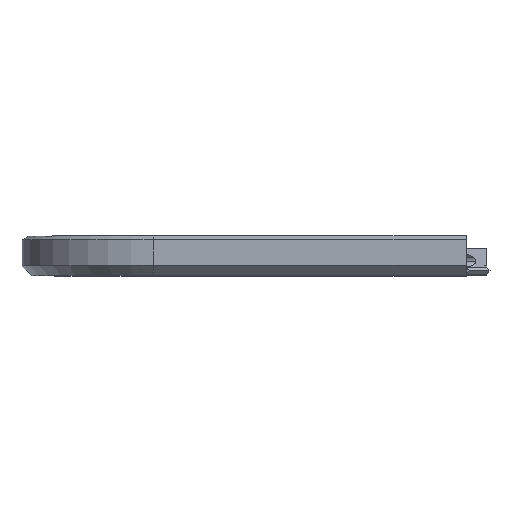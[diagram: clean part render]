
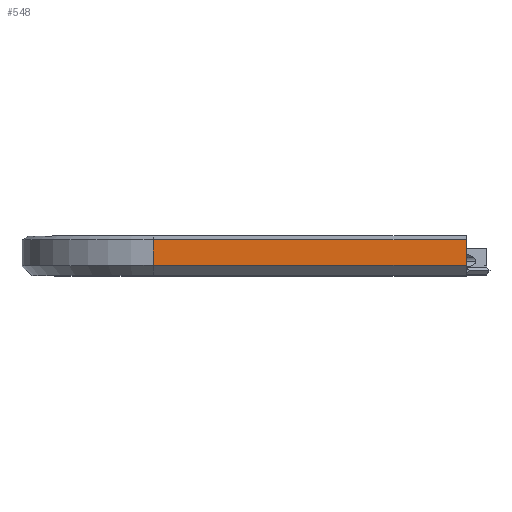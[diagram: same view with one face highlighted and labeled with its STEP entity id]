
A CAD part, top view. The second image highlights one B-rep face of the part: STEP entity #548.
In plain terms, the highlighted planar face has unit normal (0, 0, 1).
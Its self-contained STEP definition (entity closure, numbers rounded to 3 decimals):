
#140 = VECTOR ( 'NONE', #8757, 1000. ) ;
#395 = CARTESIAN_POINT ( 'NONE',  ( 152.5, 3., 0. ) ) ;
#548 = ADVANCED_FACE ( 'NONE', ( #26209 ), #23595, .F. ) ;
#1872 = LINE ( 'NONE', #10804, #24927 ) ;
#2131 = CARTESIAN_POINT ( 'NONE',  ( 135.25, 0., 0. ) ) ;
#2474 = DIRECTION ( 'NONE',  ( -1., 0., 0. ) ) ;
#2701 = DIRECTION ( 'NONE',  ( 0., -1., 0. ) ) ;
#3533 = DIRECTION ( 'NONE',  ( -1., 0., 0. ) ) ;
#5019 = CARTESIAN_POINT ( 'NONE',  ( 135.25, 3., 0. ) ) ;
#6027 = EDGE_CURVE ( 'NONE', #19259, #23226, #7247, .T. ) ;
#6729 = EDGE_LOOP ( 'NONE', ( #13238, #9627, #10989, #13166 ) ) ;
#7152 = LINE ( 'NONE', #395, #16382 ) ;
#7247 = LINE ( 'NONE', #2131, #9990 ) ;
#8063 = CARTESIAN_POINT ( 'NONE',  ( 152.5, 0., 0. ) ) ;
#8757 = DIRECTION ( 'NONE',  ( -1., 0., 0. ) ) ;
#9627 = ORIENTED_EDGE ( 'NONE', *, *, #21858, .T. ) ;
#9990 = VECTOR ( 'NONE', #16175, 1000. ) ;
#10804 = CARTESIAN_POINT ( 'NONE',  ( 40., 0., 0. ) ) ;
#10989 = ORIENTED_EDGE ( 'NONE', *, *, #17685, .T. ) ;
#11225 = LINE ( 'NONE', #24705, #140 ) ;
#11326 = VERTEX_POINT ( 'NONE', #17754 ) ;
#13166 = ORIENTED_EDGE ( 'NONE', *, *, #25098, .F. ) ;
#13238 = ORIENTED_EDGE ( 'NONE', *, *, #6027, .F. ) ;
#13891 = CARTESIAN_POINT ( 'NONE',  ( 135.25, 10.845, 0. ) ) ;
#16175 = DIRECTION ( 'NONE',  ( 0., -1., 0. ) ) ;
#16382 = VECTOR ( 'NONE', #2474, 1000. ) ;
#17685 = EDGE_CURVE ( 'NONE', #11326, #25787, #1872, .T. ) ;
#17754 = CARTESIAN_POINT ( 'NONE',  ( 40., 10.845, 0. ) ) ;
#18579 = AXIS2_PLACEMENT_3D ( 'NONE', #8063, #19350, #3533 ) ;
#19259 = VERTEX_POINT ( 'NONE', #13891 ) ;
#19350 = DIRECTION ( 'NONE',  ( 0., 0., -1. ) ) ;
#21858 = EDGE_CURVE ( 'NONE', #19259, #11326, #11225, .T. ) ;
#22183 = CARTESIAN_POINT ( 'NONE',  ( 40., 3., 0. ) ) ;
#23226 = VERTEX_POINT ( 'NONE', #5019 ) ;
#23595 = PLANE ( 'NONE',  #18579 ) ;
#24705 = CARTESIAN_POINT ( 'NONE',  ( 152.5, 10.845, 0. ) ) ;
#24927 = VECTOR ( 'NONE', #2701, 1000. ) ;
#25098 = EDGE_CURVE ( 'NONE', #23226, #25787, #7152, .T. ) ;
#25787 = VERTEX_POINT ( 'NONE', #22183 ) ;
#26209 = FACE_OUTER_BOUND ( 'NONE', #6729, .T. ) ;
